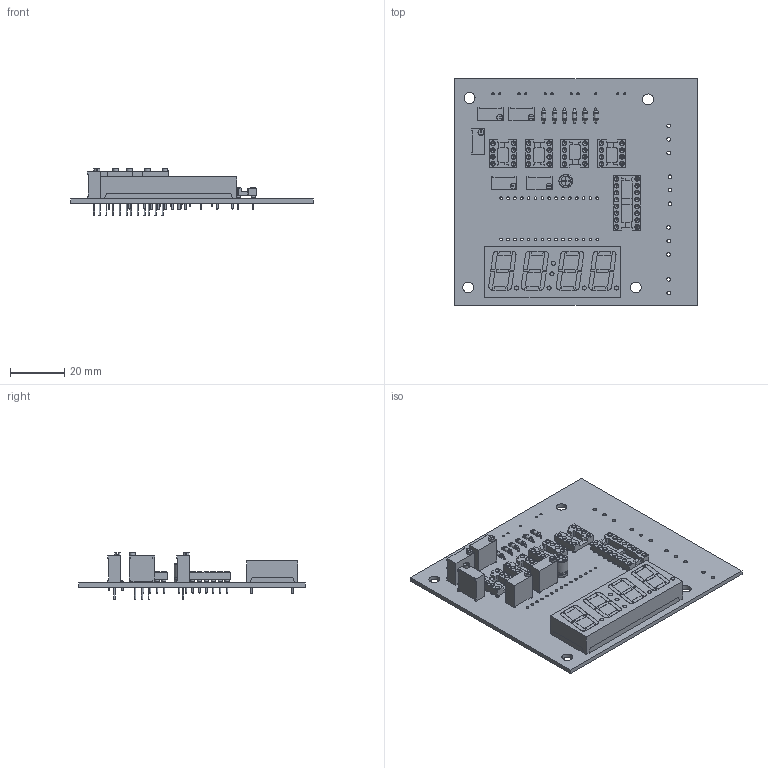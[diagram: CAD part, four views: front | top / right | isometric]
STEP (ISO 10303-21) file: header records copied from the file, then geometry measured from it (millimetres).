
FILE_DESCRIPTION(('KiCad electronic assembly'),'2;1');
FILE_NAME('PCB_Definitivo.step','2022-04-13T18:24:19',('An Author'),( 'A Company'),'Open CASCADE STEP processor 6.9', 'KiCad to STEP converter','Unknown');
FILE_SCHEMA(('AUTOMOTIVE_DESIGN { 1 0 10303 214 1 1 1 1 }'));
Length unit declared in the file: millimetre
Products named in the file (14): Open CASCADE STEP translator 6.9 1; C_Radial_D4.0mm_H7.0mm_P1.50mm; SOLID; R_Axial_DIN0204_L3.6mm_D1.6mm_P5.08mm_Horizontal; Potentiometer_Bourns_3296W_Vertical; DIP-8_W7.62mm_Socket; CA56-12EWA; DIP-16_W7.62mm_Socket; COMPOUND
Assembly tree (25 placements, depth 3):
  Open CASCADE STEP translator 6.9 1
    C_Radial_D4.0mm_H7.0mm_P1.50mm
      SOLID
    R_Axial_DIN0204_L3.6mm_D1.6mm_P5.08mm_Horizontal  x6
      SOLID
    Potentiometer_Bourns_3296W_Vertical  x5
      SOLID
    DIP-8_W7.62mm_Socket  x4
      SOLID
    CA56-12EWA
      SOLID
    DIP-16_W7.62mm_Socket
      SOLID
    COMPOUND
Bounding box: 89.92 x 83.82 x 17.07 mm (x, y, z)
Volume: 23133.2 mm3; surface area: 24235.8 mm2
Topology: 19 solids, 20 shells, 1394 faces, 2943 edges, 1917 vertices
Faces by surface type: plane 749, cylinder 472, cone 144, torus 25, revolution 2, bspline 2
Full cylindrical faces by diameter (mm): 0.3 x2, 0.5 x12, 0.508 x96, 0.51 x15, 0.6 x2, 0.7 x13, 0.8 x85, 1 x42, 1.32 x11, 1.44 x6, 1.5 x6, 1.524 x48, 1.6 x12, 1.724 x48, 2.19 x5, 3.5 x3, 4 x4, 5 x2
Entity records: 53886 total; most frequent: CARTESIAN_POINT 11651, DIRECTION 7218, LINE 3931, VECTOR 3931, ORIENTED_EDGE 3580, PCURVE 3580, DEFINITIONAL_REPRESENTATION 3580, EDGE_CURVE 1790
